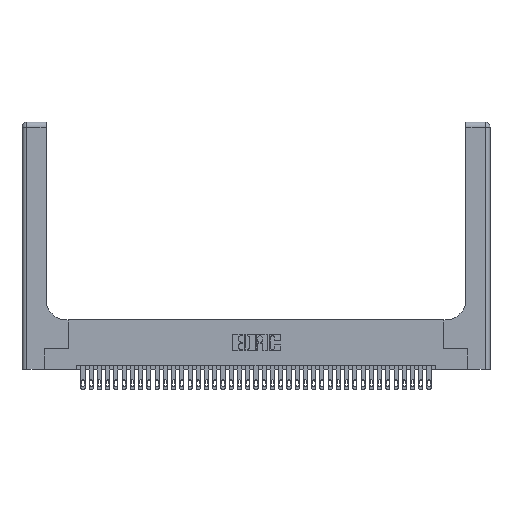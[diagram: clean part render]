
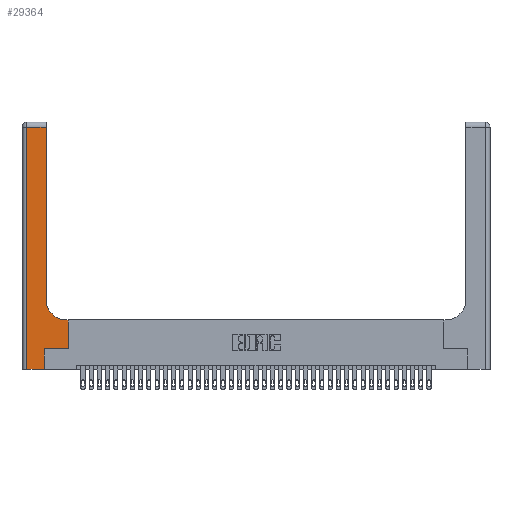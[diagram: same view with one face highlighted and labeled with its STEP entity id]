
A CAD part, top view. The second image highlights one B-rep face of the part: STEP entity #29364.
In plain terms, the highlighted planar face has unit normal (0, 0, 1).
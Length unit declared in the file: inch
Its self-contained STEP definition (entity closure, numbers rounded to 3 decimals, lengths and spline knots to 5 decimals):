
#405 = ORIENTED_EDGE ( 'NONE', *, *, #21921, .T. ) ;
#723 = LINE ( 'NONE', #36626, #31619 ) ;
#916 = DIRECTION ( 'NONE',  ( 1., 0., 0. ) ) ;
#1473 = VECTOR ( 'NONE', #23190, 39.37008 ) ;
#2730 = VERTEX_POINT ( 'NONE', #16484 ) ;
#2799 = VECTOR ( 'NONE', #11646, 39.37008 ) ;
#3070 = AXIS2_PLACEMENT_3D ( 'NONE', #19094, #27894, #15645 ) ;
#3397 = VERTEX_POINT ( 'NONE', #36589 ) ;
#6182 = LINE ( 'NONE', #16980, #8547 ) ;
#6311 = ORIENTED_EDGE ( 'NONE', *, *, #26568, .T. ) ;
#6371 = CARTESIAN_POINT ( 'NONE',  ( 0., 2.94, 0.37 ) ) ;
#6582 = DIRECTION ( 'NONE',  ( 1., 0., 0. ) ) ;
#6722 = EDGE_CURVE ( 'NONE', #24899, #2730, #7439, .T. ) ;
#6792 = CARTESIAN_POINT ( 'NONE',  ( 0.269, 0., 0.37 ) ) ;
#7439 = LINE ( 'NONE', #21366, #2799 ) ;
#8127 = ORIENTED_EDGE ( 'NONE', *, *, #10062, .T. ) ;
#8547 = VECTOR ( 'NONE', #38331, 39.37008 ) ;
#8634 = EDGE_CURVE ( 'NONE', #25955, #14234, #10095, .T. ) ;
#9677 = LINE ( 'NONE', #6371, #24292 ) ;
#10001 = ORIENTED_EDGE ( 'NONE', *, *, #6722, .T. ) ;
#10062 = EDGE_CURVE ( 'NONE', #30842, #25955, #723, .T. ) ;
#10095 = LINE ( 'NONE', #16143, #10546 ) ;
#10546 = VECTOR ( 'NONE', #14779, 39.37008 ) ;
#11646 = DIRECTION ( 'NONE',  ( 0., -1., 0. ) ) ;
#12089 = CARTESIAN_POINT ( 'NONE',  ( 0.5415, 0.85, 0.37 ) ) ;
#12195 = VECTOR ( 'NONE', #17623, 39.37008 ) ;
#12658 = PLANE ( 'NONE',  #3070 ) ;
#13965 = ORIENTED_EDGE ( 'NONE', *, *, #17142, .T. ) ;
#14234 = VERTEX_POINT ( 'NONE', #25238 ) ;
#14494 = CARTESIAN_POINT ( 'NONE',  ( 0.5415, 0.6, 0.37 ) ) ;
#14779 = DIRECTION ( 'NONE',  ( 0., 1., 0. ) ) ;
#14943 = VERTEX_POINT ( 'NONE', #14494 ) ;
#15645 = DIRECTION ( 'NONE',  ( -1., 0., 0. ) ) ;
#15719 = CARTESIAN_POINT ( 'NONE',  ( 0.06, 2.94, 0.37 ) ) ;
#15939 = LINE ( 'NONE', #38101, #1473 ) ;
#16023 = CARTESIAN_POINT ( 'NONE',  ( 0.269, 0.25, 0.37 ) ) ;
#16143 = CARTESIAN_POINT ( 'NONE',  ( 0.5585, 0.25, 0.37 ) ) ;
#16484 = CARTESIAN_POINT ( 'NONE',  ( 0.06, 0., 0.37 ) ) ;
#16980 = CARTESIAN_POINT ( 'NONE',  ( 0.2915, 3., 0.37 ) ) ;
#17142 = EDGE_CURVE ( 'NONE', #34343, #35611, #6182, .T. ) ;
#17623 = DIRECTION ( 'NONE',  ( -1., 0., 0. ) ) ;
#17812 = ORIENTED_EDGE ( 'NONE', *, *, #30438, .T. ) ;
#19094 = CARTESIAN_POINT ( 'NONE',  ( 0., 3., 0.37 ) ) ;
#20206 = CIRCLE ( 'NONE', #25627, 0.25 ) ;
#21177 = ORIENTED_EDGE ( 'NONE', *, *, #31873, .T. ) ;
#21366 = CARTESIAN_POINT ( 'NONE',  ( 0.06, 3., 0.37 ) ) ;
#21583 = ORIENTED_EDGE ( 'NONE', *, *, #26665, .T. ) ;
#21921 = EDGE_CURVE ( 'NONE', #35611, #24899, #9677, .T. ) ;
#22429 = LINE ( 'NONE', #6792, #25740 ) ;
#23190 = DIRECTION ( 'NONE',  ( 1., 0., 0. ) ) ;
#24292 = VECTOR ( 'NONE', #33100, 39.37008 ) ;
#24899 = VERTEX_POINT ( 'NONE', #15719 ) ;
#25238 = CARTESIAN_POINT ( 'NONE',  ( 0.5585, 0.6, 0.37 ) ) ;
#25627 = AXIS2_PLACEMENT_3D ( 'NONE', #12089, #36455, #6582 ) ;
#25740 = VECTOR ( 'NONE', #28190, 39.37008 ) ;
#25955 = VERTEX_POINT ( 'NONE', #29249 ) ;
#26568 = EDGE_CURVE ( 'NONE', #14234, #14943, #34252, .T. ) ;
#26665 = EDGE_CURVE ( 'NONE', #14943, #34343, #20206, .T. ) ;
#27093 = CARTESIAN_POINT ( 'NONE',  ( 0.2915, 2.94, 0.37 ) ) ;
#27894 = DIRECTION ( 'NONE',  ( 0., 0., -1. ) ) ;
#28190 = DIRECTION ( 'NONE',  ( 0., 1., 0. ) ) ;
#28302 = FACE_OUTER_BOUND ( 'NONE', #32863, .T. ) ;
#29249 = CARTESIAN_POINT ( 'NONE',  ( 0.5585, 0.25, 0.37 ) ) ;
#29364 = ADVANCED_FACE ( 'NONE', ( #28302 ), #12658, .F. ) ;
#30438 = EDGE_CURVE ( 'NONE', #2730, #3397, #15939, .T. ) ;
#30842 = VERTEX_POINT ( 'NONE', #16023 ) ;
#31619 = VECTOR ( 'NONE', #916, 39.37008 ) ;
#31873 = EDGE_CURVE ( 'NONE', #3397, #30842, #22429, .T. ) ;
#32863 = EDGE_LOOP ( 'NONE', ( #13965, #405, #10001, #17812, #21177, #8127, #34179, #6311, #21583 ) ) ;
#33100 = DIRECTION ( 'NONE',  ( -1., 0., 0. ) ) ;
#34179 = ORIENTED_EDGE ( 'NONE', *, *, #8634, .T. ) ;
#34252 = LINE ( 'NONE', #35573, #12195 ) ;
#34343 = VERTEX_POINT ( 'NONE', #35554 ) ;
#35554 = CARTESIAN_POINT ( 'NONE',  ( 0.2915, 0.85, 0.37 ) ) ;
#35573 = CARTESIAN_POINT ( 'NONE',  ( 0.2915, 0.6, 0.37 ) ) ;
#35611 = VERTEX_POINT ( 'NONE', #27093 ) ;
#36455 = DIRECTION ( 'NONE',  ( 0., 0., -1. ) ) ;
#36589 = CARTESIAN_POINT ( 'NONE',  ( 0.269, 0., 0.37 ) ) ;
#36626 = CARTESIAN_POINT ( 'NONE',  ( 0.269, 0.25, 0.37 ) ) ;
#38101 = CARTESIAN_POINT ( 'NONE',  ( 0., 0., 0.37 ) ) ;
#38331 = DIRECTION ( 'NONE',  ( 0., 1., 0. ) ) ;
